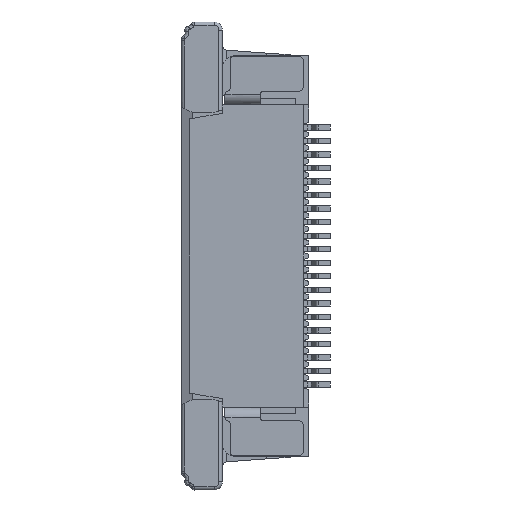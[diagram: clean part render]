
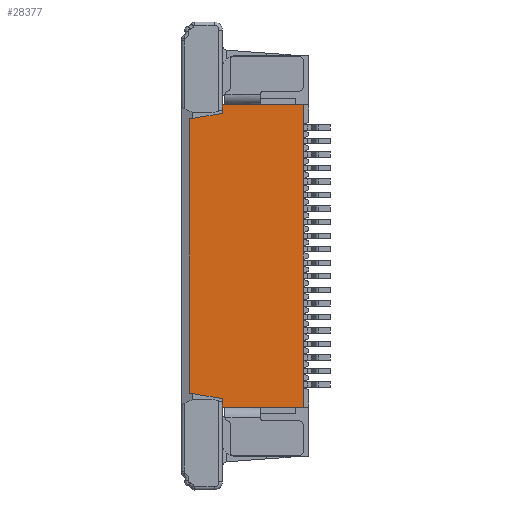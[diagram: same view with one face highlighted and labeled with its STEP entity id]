
A CAD part, left-side view. The second image highlights one B-rep face of the part: STEP entity #28377.
In plain terms, the highlighted planar face has unit normal (-1, 0, 0).
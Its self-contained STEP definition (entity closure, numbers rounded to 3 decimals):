
#1=DIRECTION('',(0.,0.,1.));
#2=VECTOR('',#1,11.17);
#3=CARTESIAN_POINT('',(14.475,4.213,0.915));
#4=LINE('',#3,#2);
#465=DIRECTION('',(0.,-0.986,0.164));
#466=VECTOR('',#465,1.217);
#467=CARTESIAN_POINT('',(14.475,8.413,11.57));
#468=LINE('',#467,#466);
#469=DIRECTION('',(0.,0.,1.));
#470=VECTOR('',#469,0.315);
#471=CARTESIAN_POINT('',(14.475,7.213,11.77));
#472=LINE('',#471,#470);
#473=DIRECTION('',(0.,-1.,0.));
#474=VECTOR('',#473,3.);
#475=CARTESIAN_POINT('',(14.475,7.213,12.085));
#476=LINE('',#475,#474);
#477=DIRECTION('',(0.,0.986,0.164));
#478=VECTOR('',#477,1.217);
#479=CARTESIAN_POINT('',(14.475,7.213,1.23));
#480=LINE('',#479,#478);
#485=DIRECTION('',(0.,0.,-1.));
#486=VECTOR('',#485,10.14);
#487=CARTESIAN_POINT('',(14.475,8.413,11.57));
#488=LINE('',#487,#486);
#5035=DIRECTION('',(0.,-1.,0.));
#5036=VECTOR('',#5035,3.);
#5037=CARTESIAN_POINT('',(14.475,7.213,0.915));
#5038=LINE('',#5037,#5036);
#6588=DIRECTION('',(0.,0.,-1.));
#6589=VECTOR('',#6588,0.315);
#6590=CARTESIAN_POINT('',(14.475,7.213,1.23));
#6591=LINE('',#6590,#6589);
#21318=CARTESIAN_POINT('',(14.475,4.213,0.915));
#21319=CARTESIAN_POINT('',(14.475,4.213,12.085));
#21320=VERTEX_POINT('',#21318);
#21321=VERTEX_POINT('',#21319);
#22924=CARTESIAN_POINT('',(14.475,8.413,11.57));
#22925=CARTESIAN_POINT('',(14.475,8.413,1.43));
#22926=VERTEX_POINT('',#22924);
#22927=VERTEX_POINT('',#22925);
#22928=CARTESIAN_POINT('',(14.475,7.213,11.77));
#22929=VERTEX_POINT('',#22928);
#22930=CARTESIAN_POINT('',(14.475,7.213,12.085));
#22931=VERTEX_POINT('',#22930);
#22932=CARTESIAN_POINT('',(14.475,7.213,0.915));
#22933=VERTEX_POINT('',#22932);
#22934=CARTESIAN_POINT('',(14.475,7.213,1.23));
#22935=VERTEX_POINT('',#22934);
#28355=CARTESIAN_POINT('',(14.475,6.313,4.5));
#28356=DIRECTION('',(1.,0.,0.));
#28357=DIRECTION('',(0.,-1.,0.));
#28358=AXIS2_PLACEMENT_3D('',#28355,#28356,#28357);
#28359=PLANE('',#28358);
#28361=ORIENTED_EDGE('',*,*,#28360,.F.);
#28363=ORIENTED_EDGE('',*,*,#28362,.T.);
#28365=ORIENTED_EDGE('',*,*,#28364,.T.);
#28367=ORIENTED_EDGE('',*,*,#28366,.T.);
#28368=ORIENTED_EDGE('',*,*,#27778,.F.);
#28370=ORIENTED_EDGE('',*,*,#28369,.F.);
#28372=ORIENTED_EDGE('',*,*,#28371,.F.);
#28374=ORIENTED_EDGE('',*,*,#28373,.T.);
#28375=EDGE_LOOP('',(#28361,#28363,#28365,#28367,#28368,#28370,#28372,#28374));
#28376=FACE_OUTER_BOUND('',#28375,.F.);
#28377=ADVANCED_FACE('',(#28376),#28359,.F.);
#27778=EDGE_CURVE('',#21320,#21321,#4,.T.);
#28360=EDGE_CURVE('',#22926,#22927,#488,.T.);
#28362=EDGE_CURVE('',#22926,#22929,#468,.T.);
#28364=EDGE_CURVE('',#22929,#22931,#472,.T.);
#28366=EDGE_CURVE('',#22931,#21321,#476,.T.);
#28369=EDGE_CURVE('',#22933,#21320,#5038,.T.);
#28371=EDGE_CURVE('',#22935,#22933,#6591,.T.);
#28373=EDGE_CURVE('',#22935,#22927,#480,.T.);
